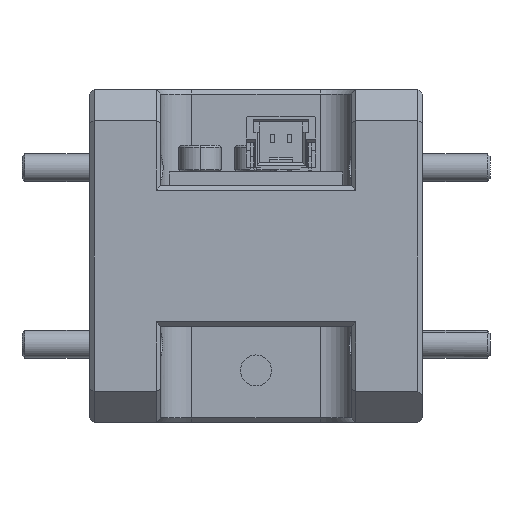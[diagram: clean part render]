
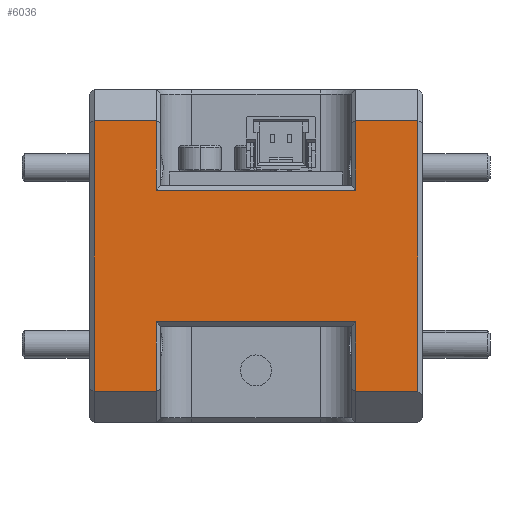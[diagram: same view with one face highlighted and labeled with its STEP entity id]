
A CAD part, left-side view. The second image highlights one B-rep face of the part: STEP entity #6036.
In plain terms, the highlighted planar face has unit normal (-1, 0, 0).
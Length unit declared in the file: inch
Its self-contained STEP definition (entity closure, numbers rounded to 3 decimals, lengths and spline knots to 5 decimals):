
#1537 = CARTESIAN_POINT ( 'NONE',  ( -2.12343, 0.20946, 0.72329 ) ) ;
#1804 = ORIENTED_EDGE ( 'NONE', *, *, #4554, .T. ) ;
#1853 = VERTEX_POINT ( 'NONE', #13228 ) ;
#1987 = VERTEX_POINT ( 'NONE', #5950 ) ;
#2078 = DIRECTION ( 'NONE',  ( 0., -1., 0. ) ) ;
#2856 = EDGE_CURVE ( 'NONE', #32612, #9714, #24433, .T. ) ;
#2904 = EDGE_CURVE ( 'NONE', #8897, #32612, #17350, .T. ) ;
#3493 = VERTEX_POINT ( 'NONE', #5423 ) ;
#4126 = DIRECTION ( 'NONE',  ( 0., 0., -1. ) ) ;
#4554 = EDGE_CURVE ( 'NONE', #9714, #22296, #29756, .T. ) ;
#5002 = EDGE_CURVE ( 'NONE', #23347, #1853, #13281, .T. ) ;
#5095 = ORIENTED_EDGE ( 'NONE', *, *, #32330, .T. ) ;
#5104 = DIRECTION ( 'NONE',  ( 0., 0., -1. ) ) ;
#5220 = VECTOR ( 'NONE', #9508, 39.37008 ) ;
#5423 = CARTESIAN_POINT ( 'NONE',  ( -2.12343, -0.52054, 0.72329 ) ) ;
#5950 = CARTESIAN_POINT ( 'NONE',  ( -2.12343, -0.38054, 1.17679 ) ) ;
#6036 = ADVANCED_FACE ( 'NONE', ( #20836 ), #22695, .F. ) ;
#6455 = LINE ( 'NONE', #17890, #5220 ) ;
#6632 = ORIENTED_EDGE ( 'NONE', *, *, #2904, .T. ) ;
#7437 = DIRECTION ( 'NONE',  ( 0., 0., -1. ) ) ;
#7571 = ORIENTED_EDGE ( 'NONE', *, *, #21981, .T. ) ;
#7587 = DIRECTION ( 'NONE',  ( 1., 0., 0. ) ) ;
#7731 = LINE ( 'NONE', #13187, #21127 ) ;
#8229 = EDGE_CURVE ( 'NONE', #31488, #3493, #7731, .T. ) ;
#8391 = VECTOR ( 'NONE', #11020, 39.37008 ) ;
#8897 = VERTEX_POINT ( 'NONE', #23756 ) ;
#9508 = DIRECTION ( 'NONE',  ( 0., 0., 1. ) ) ;
#9678 = EDGE_CURVE ( 'NONE', #14471, #31488, #26337, .T. ) ;
#9686 = CARTESIAN_POINT ( 'NONE',  ( -2.12343, 0.21946, 0.87979 ) ) ;
#9714 = VERTEX_POINT ( 'NONE', #13065 ) ;
#10116 = CARTESIAN_POINT ( 'NONE',  ( -2.12343, -0.38054, 0.87979 ) ) ;
#10283 = CARTESIAN_POINT ( 'NONE',  ( -2.12343, 0.21946, 1.02829 ) ) ;
#10388 = EDGE_LOOP ( 'NONE', ( #20074, #16737, #35930, #10469, #5095, #6632, #20812, #1804, #28540, #12544, #7571, #16971 ) ) ;
#10469 = ORIENTED_EDGE ( 'NONE', *, *, #33130, .T. ) ;
#11020 = DIRECTION ( 'NONE',  ( 0., -1., 0. ) ) ;
#11735 = CARTESIAN_POINT ( 'NONE',  ( -2.12343, 0.21946, 0.72329 ) ) ;
#12544 = ORIENTED_EDGE ( 'NONE', *, *, #21080, .T. ) ;
#13065 = CARTESIAN_POINT ( 'NONE',  ( -2.12343, 0.20946, 1.33329 ) ) ;
#13187 = CARTESIAN_POINT ( 'NONE',  ( -2.12343, 0.21946, 0.72329 ) ) ;
#13228 = CARTESIAN_POINT ( 'NONE',  ( -2.12343, -0.38054, 1.33329 ) ) ;
#13236 = CARTESIAN_POINT ( 'NONE',  ( -2.12343, 0.20946, 1.02829 ) ) ;
#13281 = LINE ( 'NONE', #21814, #21655 ) ;
#13563 = DIRECTION ( 'NONE',  ( 0., 1., 0. ) ) ;
#14471 = VERTEX_POINT ( 'NONE', #10116 ) ;
#16115 = DIRECTION ( 'NONE',  ( 0., 0., -1. ) ) ;
#16737 = ORIENTED_EDGE ( 'NONE', *, *, #19666, .T. ) ;
#16971 = ORIENTED_EDGE ( 'NONE', *, *, #9678, .T. ) ;
#17350 = LINE ( 'NONE', #20076, #27433 ) ;
#17890 = CARTESIAN_POINT ( 'NONE',  ( -2.12343, 0.06946, 1.02829 ) ) ;
#18312 = LINE ( 'NONE', #26667, #32930 ) ;
#18721 = DIRECTION ( 'NONE',  ( 0., 1., 0. ) ) ;
#19174 = VERTEX_POINT ( 'NONE', #29958 ) ;
#19452 = CARTESIAN_POINT ( 'NONE',  ( -2.12343, -0.38054, 0.72329 ) ) ;
#19666 = EDGE_CURVE ( 'NONE', #3493, #23347, #22466, .T. ) ;
#20074 = ORIENTED_EDGE ( 'NONE', *, *, #8229, .T. ) ;
#20076 = CARTESIAN_POINT ( 'NONE',  ( -2.12343, 0.06946, 1.40329 ) ) ;
#20812 = ORIENTED_EDGE ( 'NONE', *, *, #2856, .T. ) ;
#20836 = FACE_OUTER_BOUND ( 'NONE', #10388, .T. ) ;
#21080 = EDGE_CURVE ( 'NONE', #19174, #32009, #6455, .T. ) ;
#21127 = VECTOR ( 'NONE', #2078, 39.37008 ) ;
#21640 = LINE ( 'NONE', #29988, #23024 ) ;
#21655 = VECTOR ( 'NONE', #18721, 39.37008 ) ;
#21814 = CARTESIAN_POINT ( 'NONE',  ( -2.12343, -0.37054, 1.33329 ) ) ;
#21981 = EDGE_CURVE ( 'NONE', #32009, #14471, #32431, .T. ) ;
#22292 = DIRECTION ( 'NONE',  ( 0., 0., 1. ) ) ;
#22296 = VERTEX_POINT ( 'NONE', #1537 ) ;
#22368 = VECTOR ( 'NONE', #13563, 39.37008 ) ;
#22466 = LINE ( 'NONE', #31008, #29896 ) ;
#22695 = PLANE ( 'NONE',  #34970 ) ;
#23024 = VECTOR ( 'NONE', #5104, 39.37008 ) ;
#23134 = DIRECTION ( 'NONE',  ( 0., 0., 1. ) ) ;
#23347 = VERTEX_POINT ( 'NONE', #33840 ) ;
#23756 = CARTESIAN_POINT ( 'NONE',  ( -2.12343, 0.06946, 1.17679 ) ) ;
#24433 = LINE ( 'NONE', #32836, #22368 ) ;
#25567 = LINE ( 'NONE', #11735, #8391 ) ;
#26337 = LINE ( 'NONE', #29759, #31684 ) ;
#26667 = CARTESIAN_POINT ( 'NONE',  ( -2.12343, 0.21946, 1.17679 ) ) ;
#27433 = VECTOR ( 'NONE', #23134, 39.37008 ) ;
#28540 = ORIENTED_EDGE ( 'NONE', *, *, #30844, .T. ) ;
#29756 = LINE ( 'NONE', #13236, #35273 ) ;
#29759 = CARTESIAN_POINT ( 'NONE',  ( -2.12343, -0.38054, 1.02829 ) ) ;
#29896 = VECTOR ( 'NONE', #22292, 39.37008 ) ;
#29958 = CARTESIAN_POINT ( 'NONE',  ( -2.12343, 0.06946, 0.72329 ) ) ;
#29988 = CARTESIAN_POINT ( 'NONE',  ( -2.12343, -0.38054, 1.40329 ) ) ;
#30844 = EDGE_CURVE ( 'NONE', #22296, #19174, #25567, .T. ) ;
#31008 = CARTESIAN_POINT ( 'NONE',  ( -2.12343, -0.52054, 1.02829 ) ) ;
#31488 = VERTEX_POINT ( 'NONE', #19452 ) ;
#31684 = VECTOR ( 'NONE', #4126, 39.37008 ) ;
#32009 = VERTEX_POINT ( 'NONE', #33693 ) ;
#32330 = EDGE_CURVE ( 'NONE', #1987, #8897, #18312, .T. ) ;
#32349 = CARTESIAN_POINT ( 'NONE',  ( -2.12343, 0.06946, 1.33329 ) ) ;
#32431 = LINE ( 'NONE', #9686, #33139 ) ;
#32612 = VERTEX_POINT ( 'NONE', #32349 ) ;
#32836 = CARTESIAN_POINT ( 'NONE',  ( -2.12343, 0.21946, 1.33329 ) ) ;
#32930 = VECTOR ( 'NONE', #35611, 39.37008 ) ;
#33130 = EDGE_CURVE ( 'NONE', #1853, #1987, #21640, .T. ) ;
#33139 = VECTOR ( 'NONE', #35192, 39.37008 ) ;
#33693 = CARTESIAN_POINT ( 'NONE',  ( -2.12343, 0.06946, 0.87979 ) ) ;
#33840 = CARTESIAN_POINT ( 'NONE',  ( -2.12343, -0.52054, 1.33329 ) ) ;
#34970 = AXIS2_PLACEMENT_3D ( 'NONE', #10283, #7587, #16115 ) ;
#35192 = DIRECTION ( 'NONE',  ( 0., -1., 0. ) ) ;
#35273 = VECTOR ( 'NONE', #7437, 39.37008 ) ;
#35611 = DIRECTION ( 'NONE',  ( 0., 1., 0. ) ) ;
#35930 = ORIENTED_EDGE ( 'NONE', *, *, #5002, .T. ) ;
